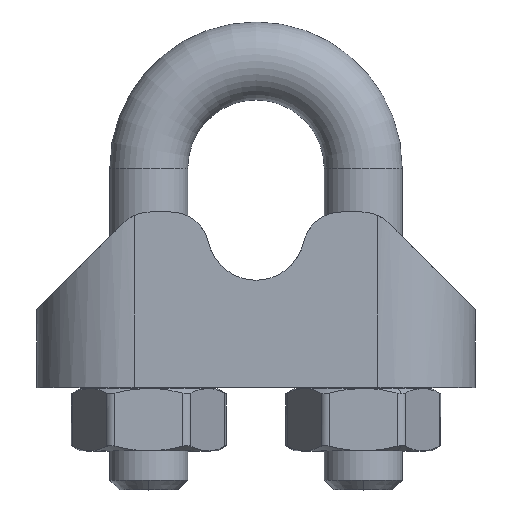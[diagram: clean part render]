
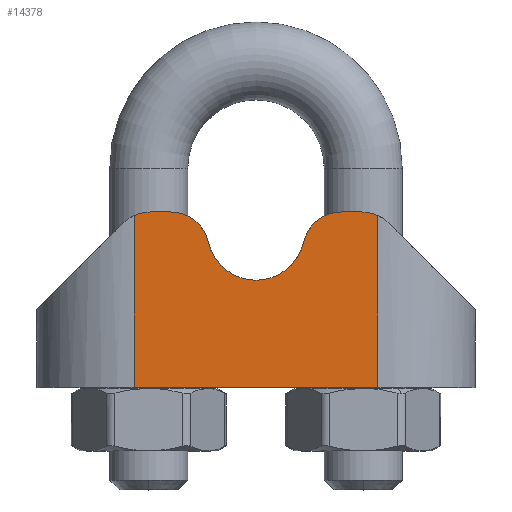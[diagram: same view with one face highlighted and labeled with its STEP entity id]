
A CAD part, top view. The second image highlights one B-rep face of the part: STEP entity #14378.
In plain terms, the highlighted planar face has unit normal (0, 0, 1).
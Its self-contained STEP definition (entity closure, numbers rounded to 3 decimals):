
#806 = DIRECTION ( 'NONE',  ( 0., -1., 0. ) ) ;
#854 = VECTOR ( 'NONE', #14907, 1000. ) ;
#892 = VECTOR ( 'NONE', #12504, 1000. ) ;
#983 = VERTEX_POINT ( 'NONE', #6003 ) ;
#1000 = ORIENTED_EDGE ( 'NONE', *, *, #15009, .F. ) ;
#1661 = VERTEX_POINT ( 'NONE', #13143 ) ;
#1702 = DIRECTION ( 'NONE',  ( -1., 0., 0. ) ) ;
#1834 = DIRECTION ( 'NONE',  ( 0., 0., -1. ) ) ;
#1897 = VERTEX_POINT ( 'NONE', #4480 ) ;
#1910 = EDGE_CURVE ( 'NONE', #1897, #16056, #6604, .T. ) ;
#2009 = EDGE_CURVE ( 'NONE', #11063, #983, #16369, .T. ) ;
#2366 = EDGE_CURVE ( 'NONE', #11063, #12117, #9505, .T. ) ;
#2601 = DIRECTION ( 'NONE',  ( 0., 0., 1. ) ) ;
#2648 = VERTEX_POINT ( 'NONE', #9974 ) ;
#2757 = CIRCLE ( 'NONE', #8562, 2. ) ;
#2805 = CIRCLE ( 'NONE', #4923, 2. ) ;
#2979 = ORIENTED_EDGE ( 'NONE', *, *, #15747, .F. ) ;
#3142 = VERTEX_POINT ( 'NONE', #12448 ) ;
#3392 = ORIENTED_EDGE ( 'NONE', *, *, #9765, .T. ) ;
#3554 = ORIENTED_EDGE ( 'NONE', *, *, #11410, .F. ) ;
#3672 = CARTESIAN_POINT ( 'NONE',  ( -6.25, 0., 5. ) ) ;
#3760 = EDGE_CURVE ( 'NONE', #8710, #1897, #2757, .T. ) ;
#4480 = CARTESIAN_POINT ( 'NONE',  ( -6.25, 8.82, 5. ) ) ;
#4647 = EDGE_LOOP ( 'NONE', ( #15729, #4761, #2979, #3392, #1000, #14887, #3554, #14351, #7667, #15012 ) ) ;
#4761 = ORIENTED_EDGE ( 'NONE', *, *, #2366, .T. ) ;
#4923 = AXIS2_PLACEMENT_3D ( 'NONE', #12720, #2601, #11414 ) ;
#5100 = CARTESIAN_POINT ( 'NONE',  ( 4.387, 7., 5. ) ) ;
#5547 = VECTOR ( 'NONE', #7182, 1000. ) ;
#5624 = AXIS2_PLACEMENT_3D ( 'NONE', #9860, #9923, #6103 ) ;
#5901 = CARTESIAN_POINT ( 'NONE',  ( -6.25, 9., 5. ) ) ;
#6003 = CARTESIAN_POINT ( 'NONE',  ( 6.25, 0., 5. ) ) ;
#6103 = DIRECTION ( 'NONE',  ( 1., 0., 0. ) ) ;
#6428 = DIRECTION ( 'NONE',  ( 0., 0., 1. ) ) ;
#6504 = EDGE_CURVE ( 'NONE', #1661, #15812, #2805, .T. ) ;
#6604 = LINE ( 'NONE', #5901, #7779 ) ;
#6685 = AXIS2_PLACEMENT_3D ( 'NONE', #15698, #1834, #8052 ) ;
#7020 = CARTESIAN_POINT ( 'NONE',  ( -4.387, 9., 5. ) ) ;
#7182 = DIRECTION ( 'NONE',  ( 1., 0., 0. ) ) ;
#7212 = CARTESIAN_POINT ( 'NONE',  ( 6.25, 9., 5. ) ) ;
#7460 = DIRECTION ( 'NONE',  ( -1., 0., 0. ) ) ;
#7551 = CARTESIAN_POINT ( 'NONE',  ( -6.25, 9., 5. ) ) ;
#7667 = ORIENTED_EDGE ( 'NONE', *, *, #1910, .T. ) ;
#7779 = VECTOR ( 'NONE', #806, 1000. ) ;
#8052 = DIRECTION ( 'NONE',  ( -1., 0., 0. ) ) ;
#8364 = LINE ( 'NONE', #7551, #11332 ) ;
#8562 = AXIS2_PLACEMENT_3D ( 'NONE', #13181, #10468, #1702 ) ;
#8708 = FACE_OUTER_BOUND ( 'NONE', #4647, .T. ) ;
#8710 = VERTEX_POINT ( 'NONE', #12742 ) ;
#8825 = CARTESIAN_POINT ( 'NONE',  ( -6.25, 0., 5. ) ) ;
#9073 = AXIS2_PLACEMENT_3D ( 'NONE', #10799, #14508, #14562 ) ;
#9381 = PLANE ( 'NONE',  #6685 ) ;
#9505 = CIRCLE ( 'NONE', #9073, 2. ) ;
#9658 = EDGE_CURVE ( 'NONE', #16056, #983, #13192, .T. ) ;
#9765 = EDGE_CURVE ( 'NONE', #2648, #3142, #9790, .T. ) ;
#9790 = CIRCLE ( 'NONE', #14503, 2. ) ;
#9860 = CARTESIAN_POINT ( 'NONE',  ( 0., 8., 5. ) ) ;
#9923 = DIRECTION ( 'NONE',  ( 0., 0., 1. ) ) ;
#9974 = CARTESIAN_POINT ( 'NONE',  ( 4.387, 9., 5. ) ) ;
#10468 = DIRECTION ( 'NONE',  ( 0., 0., 1. ) ) ;
#10478 = CIRCLE ( 'NONE', #5624, 2.5 ) ;
#10799 = CARTESIAN_POINT ( 'NONE',  ( 5.422, 7., 5. ) ) ;
#11063 = VERTEX_POINT ( 'NONE', #14644 ) ;
#11332 = VECTOR ( 'NONE', #13128, 1000. ) ;
#11410 = EDGE_CURVE ( 'NONE', #8710, #15812, #8364, .T. ) ;
#11414 = DIRECTION ( 'NONE',  ( -1., 0., 0. ) ) ;
#12117 = VERTEX_POINT ( 'NONE', #15879 ) ;
#12448 = CARTESIAN_POINT ( 'NONE',  ( 2.437, 7.444, 5. ) ) ;
#12457 = LINE ( 'NONE', #15776, #5547 ) ;
#12504 = DIRECTION ( 'NONE',  ( 1., 0., 0. ) ) ;
#12720 = CARTESIAN_POINT ( 'NONE',  ( -4.387, 7., 5. ) ) ;
#12742 = CARTESIAN_POINT ( 'NONE',  ( -5.422, 9., 5. ) ) ;
#13128 = DIRECTION ( 'NONE',  ( 1., 0., 0. ) ) ;
#13143 = CARTESIAN_POINT ( 'NONE',  ( -2.437, 7.444, 5. ) ) ;
#13181 = CARTESIAN_POINT ( 'NONE',  ( -5.422, 7., 5. ) ) ;
#13192 = LINE ( 'NONE', #3672, #892 ) ;
#14351 = ORIENTED_EDGE ( 'NONE', *, *, #3760, .T. ) ;
#14378 = ADVANCED_FACE ( 'NONE', ( #8708 ), #9381, .F. ) ;
#14503 = AXIS2_PLACEMENT_3D ( 'NONE', #5100, #6428, #7460 ) ;
#14508 = DIRECTION ( 'NONE',  ( 0., 0., 1. ) ) ;
#14562 = DIRECTION ( 'NONE',  ( -1., 0., 0. ) ) ;
#14644 = CARTESIAN_POINT ( 'NONE',  ( 6.25, 8.82, 5. ) ) ;
#14887 = ORIENTED_EDGE ( 'NONE', *, *, #6504, .T. ) ;
#14907 = DIRECTION ( 'NONE',  ( 0., -1., 0. ) ) ;
#15009 = EDGE_CURVE ( 'NONE', #1661, #3142, #10478, .T. ) ;
#15012 = ORIENTED_EDGE ( 'NONE', *, *, #9658, .T. ) ;
#15698 = CARTESIAN_POINT ( 'NONE',  ( -6.25, 9., 5. ) ) ;
#15729 = ORIENTED_EDGE ( 'NONE', *, *, #2009, .F. ) ;
#15747 = EDGE_CURVE ( 'NONE', #2648, #12117, #12457, .T. ) ;
#15776 = CARTESIAN_POINT ( 'NONE',  ( -6.25, 9., 5. ) ) ;
#15812 = VERTEX_POINT ( 'NONE', #7020 ) ;
#15879 = CARTESIAN_POINT ( 'NONE',  ( 5.422, 9., 5. ) ) ;
#16056 = VERTEX_POINT ( 'NONE', #8825 ) ;
#16369 = LINE ( 'NONE', #7212, #854 ) ;
